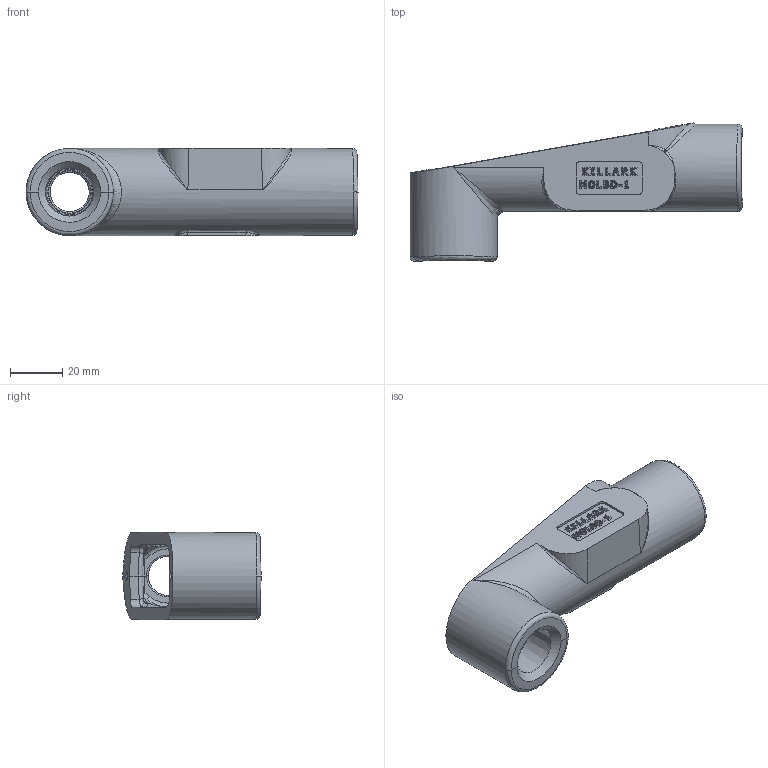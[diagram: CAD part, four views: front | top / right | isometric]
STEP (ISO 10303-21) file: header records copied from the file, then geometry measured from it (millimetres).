
FILE_DESCRIPTION(/* description */ (''),/* implementation_level */ '2;1');
FILE_NAME(/* name */ '20996-2.stp',/* time_stamp */ '2020-05-29T18:06:35+06:00',/* author */ ('lsugumaran'),/* organization */ (''),/* preprocessor_version */ 'ST-DEVELOPER v18',/* originating_system */ 'Autodesk Inventor 2020',/* authorisation */ '');
FILE_SCHEMA (('AUTOMOTIVE_DESIGN { 1 0 10303 214 3 1 1 }'));
Length unit declared in the file: inch
Products named in the file (1): 20996-2
Bounding box: 127 x 52.89 x 33.34 mm (x, y, z)
Volume: 57946.1 mm3; surface area: 22624.2 mm2
Topology: 1 solids, 1 shells, 499 faces, 1330 edges, 853 vertices
Faces by surface type: plane 254, bspline 167, cone 42, cylinder 28, torus 4, sphere 4
Full cylindrical faces by diameter (mm): 3.302 x2, 21.438 x2, 33.337 x2
Entity records: 23726 total; most frequent: CARTESIAN_POINT 12446, ORIENTED_EDGE 2630, DIRECTION 1804, EDGE_CURVE 1315, VERTEX_POINT 853, LINE 718, VECTOR 718, AXIS2_PLACEMENT_3D 543
